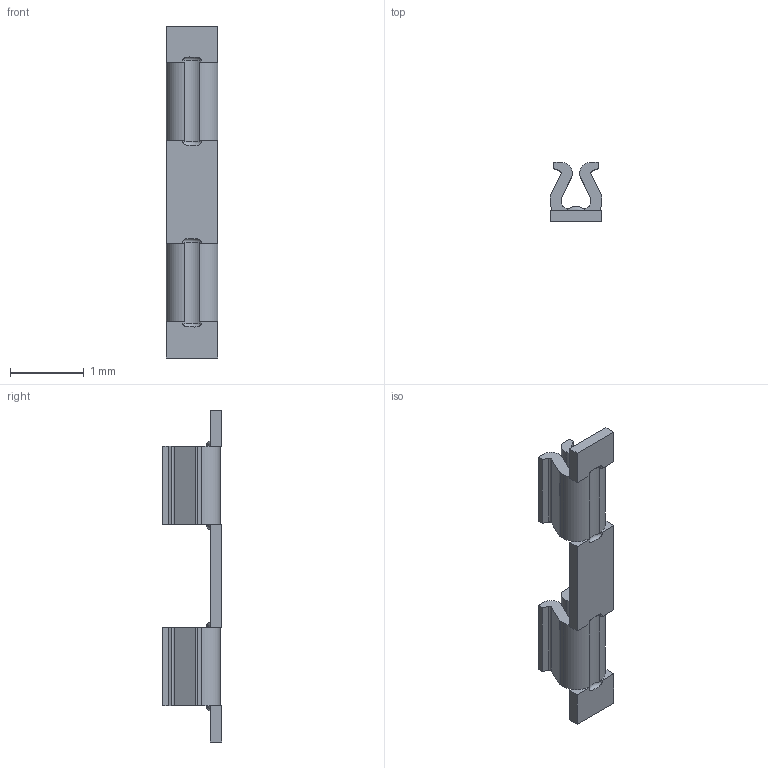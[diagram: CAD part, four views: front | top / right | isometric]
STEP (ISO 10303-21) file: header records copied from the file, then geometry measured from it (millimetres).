
FILE_DESCRIPTION((''),'2;1');
FILE_NAME('S1001-46','2013-08-02T',('sbennett'),(''),'PRO/ENGINEER BY PARAMETRIC TECHNOLOGY CORPORATION, 2013150','PRO/ENGINEER BY PARAMETRIC TECHNOLOGY CORPORATION, 2013150','');
FILE_SCHEMA(('CONFIG_CONTROL_DESIGN'));
Length unit declared in the file: millimetre
Products named in the file (1): S1001-46
Bounding box: 0.7 x 0.8 x 4.5 mm (x, y, z)
Volume: 0.9 mm3; surface area: 14.4 mm2
Topology: 1 solids, 1 shells, 94 faces, 268 edges, 176 vertices
Faces by surface type: plane 58, cylinder 28, torus 8
Entity records: 4056 total; most frequent: CARTESIAN_POINT 682, ORIENTED_EDGE 536, DIRECTION 528, PRESENTATION_STYLE_ASSIGNMENT 269, STYLED_ITEM 269, CURVE_STYLE 268, EDGE_CURVE 268, VECTOR 180
